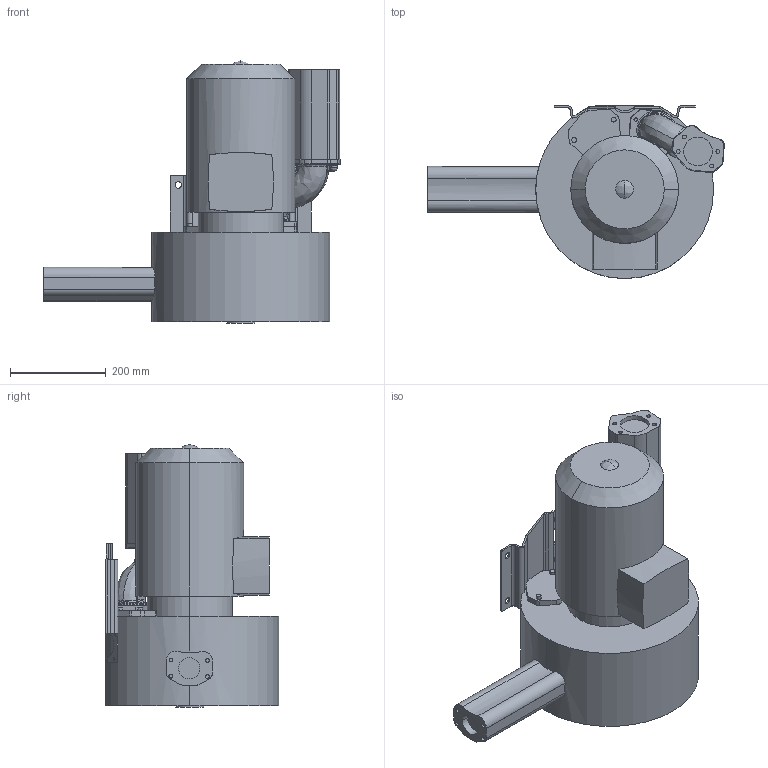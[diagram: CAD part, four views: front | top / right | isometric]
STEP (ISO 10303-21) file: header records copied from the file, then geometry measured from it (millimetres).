
FILE_DESCRIPTION (( 'STEP AP203' ), '1' );
FILE_NAME ('2RB520-1HQ56.STEP', '2025-04-25T06:47:56', ( '' ), ( '' ), 'SwSTEP 2.0', 'SolidWorks 2021', '' );
FILE_SCHEMA (( 'CONFIG_CONTROL_DESIGN' ));
Length unit declared in the file: millimetre
Products named in the file (1): 2RB520-1HQ56
Bounding box: 618.92 x 361.5 x 547.21 mm (x, y, z)
Volume: 37354398.7 mm3; surface area: 1098913.6 mm2
Topology: 4 solids, 4 shells, 510 faces, 1343 edges, 855 vertices
Faces by surface type: cylinder 231, plane 134, bspline 132, cone 13
Entity records: 26999 total; most frequent: CARTESIAN_POINT 15491, ORIENTED_EDGE 2662, DIRECTION 2013, EDGE_CURVE 1331, VERTEX_POINT 855, AXIS2_PLACEMENT_3D 765, EDGE_LOOP 568, FACE_OUTER_BOUND 510
